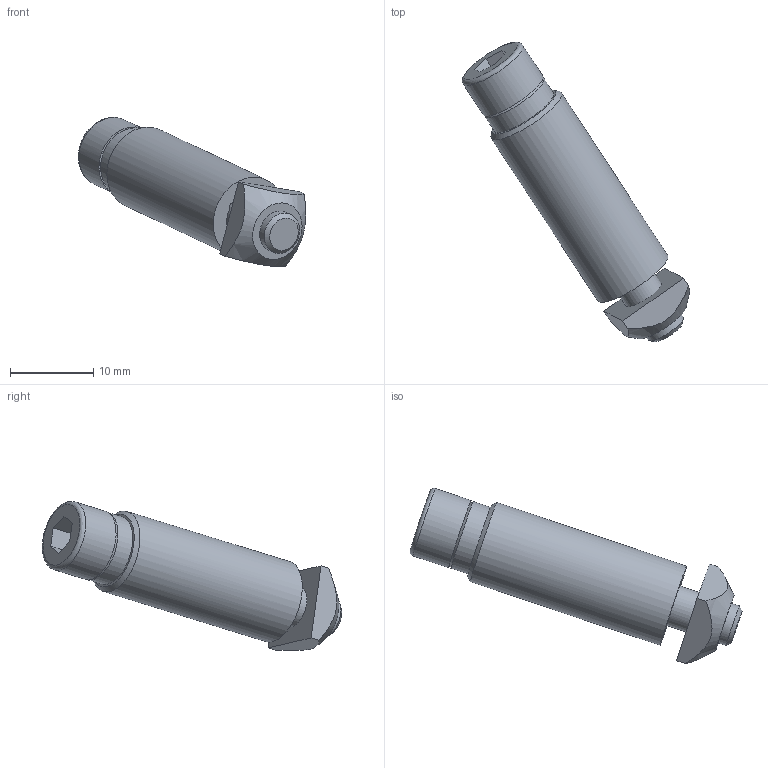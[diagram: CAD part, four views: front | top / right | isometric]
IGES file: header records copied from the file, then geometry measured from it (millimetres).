
Global section: file name: 340630; native system: Autodesk Inventor 2021; preprocessor: unknown; author: Krajewski; date: 20221005.111747; units: millimetre
Bounding box: 27.22 x 35.86 x 17.86 mm (x, y, z)
Volume: 2362.8 mm3; surface area: 2409 mm2
Topology: 1 solids, 1 shells, 43 faces, 116 edges, 81 vertices
Faces by surface type: bspline 43
